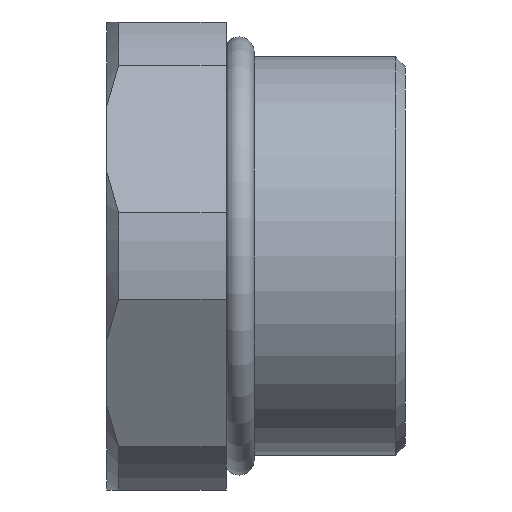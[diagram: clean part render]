
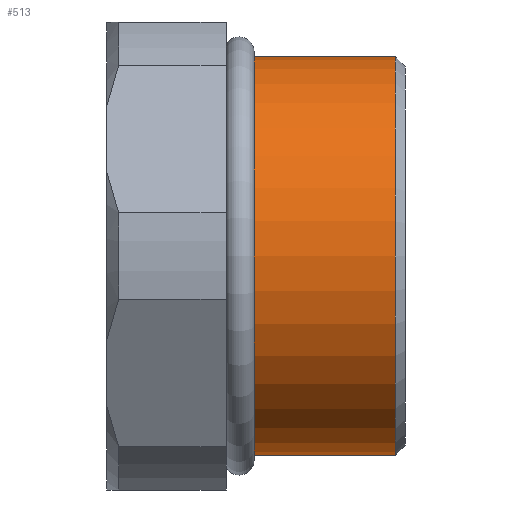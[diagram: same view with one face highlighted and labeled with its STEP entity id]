
A CAD part, left-side view. The second image highlights one B-rep face of the part: STEP entity #513.
In plain terms, the highlighted cylindrical face has radius 10 mm (diameter 20 mm), a partial arc.
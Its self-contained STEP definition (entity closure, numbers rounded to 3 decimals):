
#17 = AXIS2_PLACEMENT_3D ( 'NONE', #700, #701, #702 ) ;
#43 = AXIS2_PLACEMENT_3D ( 'NONE', #697, #698, #699 ) ;
#79 = EDGE_LOOP ( 'NONE', ( #252, #251, #253, #250 ) ) ;
#99 = VERTEX_POINT ( 'NONE', #567 ) ;
#110 = VERTEX_POINT ( 'NONE', #578 ) ;
#115 = VERTEX_POINT ( 'NONE', #583 ) ;
#118 = VERTEX_POINT ( 'NONE', #586 ) ;
#250 = ORIENTED_EDGE ( 'NONE', *, *, #443, .F. ) ;
#251 = ORIENTED_EDGE ( 'NONE', *, *, #442, .T. ) ;
#252 = ORIENTED_EDGE ( 'NONE', *, *, #470, .F. ) ;
#253 = ORIENTED_EDGE ( 'NONE', *, *, #466, .T. ) ;
#304 = VECTOR ( 'NONE', #770, 1000. ) ;
#308 = VECTOR ( 'NONE', #783, 1000. ) ;
#348 = FACE_OUTER_BOUND ( 'NONE', #79, .T. ) ;
#350 = CYLINDRICAL_SURFACE ( 'NONE', #352, 10. ) ;
#352 = AXIS2_PLACEMENT_3D ( 'NONE', #912, #913, #914 ) ;
#414 = CIRCLE ( 'NONE', #17, 10. ) ;
#415 = CIRCLE ( 'NONE', #43, 10. ) ;
#442 = EDGE_CURVE ( 'NONE', #115, #99, #415, .T. ) ;
#443 = EDGE_CURVE ( 'NONE', #118, #110, #414, .T. ) ;
#466 = EDGE_CURVE ( 'NONE', #99, #110, #768, .T. ) ;
#470 = EDGE_CURVE ( 'NONE', #115, #118, #781, .T. ) ;
#513 = ADVANCED_FACE ( 'NONE', ( #348 ), #350, .T. ) ;
#567 = CARTESIAN_POINT ( 'NONE',  ( 0., -14.5, 10. ) ) ;
#578 = CARTESIAN_POINT ( 'NONE',  ( 0., -7.357, 10. ) ) ;
#583 = CARTESIAN_POINT ( 'NONE',  ( 0., -14.5, -10. ) ) ;
#586 = CARTESIAN_POINT ( 'NONE',  ( 0., -7.357, -10. ) ) ;
#697 = CARTESIAN_POINT ( 'NONE',  ( 0., -14.5, 0. ) ) ;
#698 = DIRECTION ( 'NONE',  ( 0., 1., 0. ) ) ;
#699 = DIRECTION ( 'NONE',  ( 0., 0., -1. ) ) ;
#700 = CARTESIAN_POINT ( 'NONE',  ( 0., -7.357, 0. ) ) ;
#701 = DIRECTION ( 'NONE',  ( 0., 1., 0. ) ) ;
#702 = DIRECTION ( 'NONE',  ( 0., 0., 1. ) ) ;
#768 = LINE ( 'NONE', #769, #304 ) ;
#769 = CARTESIAN_POINT ( 'NONE',  ( 0., 25.055, 10. ) ) ;
#770 = DIRECTION ( 'NONE',  ( 0., 1., 0. ) ) ;
#781 = LINE ( 'NONE', #782, #308 ) ;
#782 = CARTESIAN_POINT ( 'NONE',  ( 0., 25.055, -10. ) ) ;
#783 = DIRECTION ( 'NONE',  ( 0., 1., 0. ) ) ;
#912 = CARTESIAN_POINT ( 'NONE',  ( 0., 25.055, 0. ) ) ;
#913 = DIRECTION ( 'NONE',  ( 0., 1., 0. ) ) ;
#914 = DIRECTION ( 'NONE',  ( 0., 0., 1. ) ) ;
